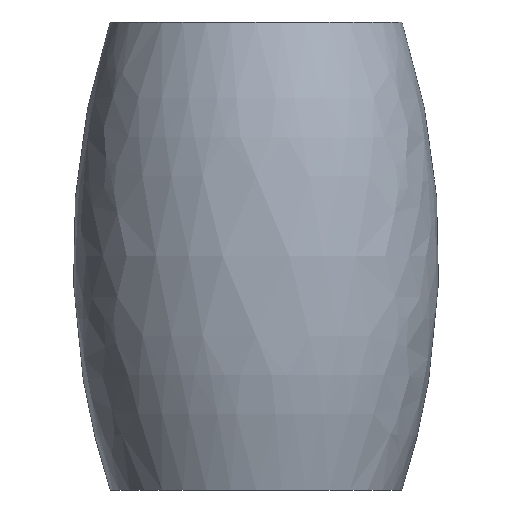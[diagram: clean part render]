
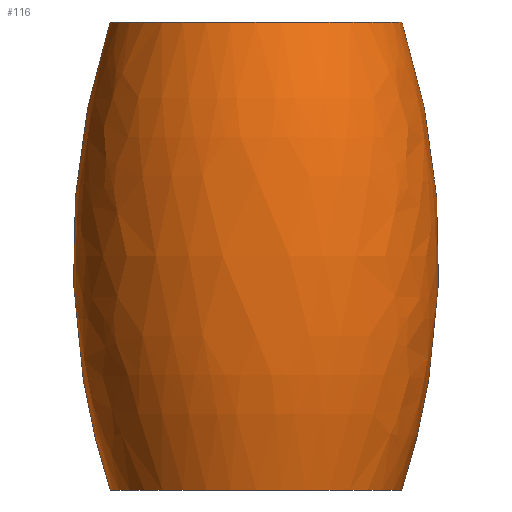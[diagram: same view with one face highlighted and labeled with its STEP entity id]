
A CAD part, front view. The second image highlights one B-rep face of the part: STEP entity #116.
In plain terms, the highlighted free-form (B-spline) face has degree [2, 2] with [3, 9] control points.
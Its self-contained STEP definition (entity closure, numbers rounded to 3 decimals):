
#2 = EDGE_CURVE ( 'NONE', #111, #141, #46, .T. ) ;
#9 = CARTESIAN_POINT ( 'NONE',  ( 8.358, 30.065, 0. ) ) ;
#13 = FACE_OUTER_BOUND ( 'NONE', #57, .T. ) ;
#15 = CARTESIAN_POINT ( 'NONE',  ( 0., 21.707, 8.818 ) ) ;
#17 = ORIENTED_EDGE ( 'NONE', *, *, #2, .F. ) ;
#30 = CARTESIAN_POINT ( 'NONE',  ( 5.5, 21.707, -8.818 ) ) ;
#31 = CARTESIAN_POINT ( 'NONE',  ( -5.5, 21.707, 8.818 ) ) ;
#33 = EDGE_CURVE ( 'NONE', #149, #141, #203, .T. ) ;
#38 =( BOUNDED_SURFACE ( )  B_SPLINE_SURFACE ( 2, 2, ( 
 ( #124, #109, #189, #136, #283, #285, #74, #166, #226 ),
 ( #191, #85, #209, #206, #140, #59, #145, #9, #184 ),
 ( #162, #159, #253, #122, #53, #138, #121, #103, #187 ) ),
 .UNSPECIFIED., .F., .T., .T. ) 
 B_SPLINE_SURFACE_WITH_KNOTS ( ( 3, 3 ),
 ( 3, 2, 2, 2, 3 ),
 ( -0.313, 0.313 ),
 ( -3.142, -1.571, 0., 1.571, 3.142 ),
 .UNSPECIFIED. ) 
 GEOMETRIC_REPRESENTATION_ITEM ( )  RATIONAL_B_SPLINE_SURFACE ( (
 ( 1., 0.707, 1., 0.707, 1., 0.707, 1., 0.707, 1.),
 ( 0.951, 0.673, 0.951, 0.673, 0.951, 0.673, 0.951, 0.673, 0.951),
 ( 1., 0.707, 1., 0.707, 1., 0.707, 1., 0.707, 1.) ) ) 
 REPRESENTATION_ITEM ( '' )  SURFACE ( )  );
#43 = EDGE_CURVE ( 'NONE', #272, #149, #238, .T. ) ;
#46 = CIRCLE ( 'NONE', #276, 5.5 ) ;
#47 = CARTESIAN_POINT ( 'NONE',  ( 0., 21.707, -8.818 ) ) ;
#51 = CARTESIAN_POINT ( 'NONE',  ( 5.5, 21.707, -8.818 ) ) ;
#53 = CARTESIAN_POINT ( 'NONE',  ( -5.5, 21.707, -8.818 ) ) ;
#55 = ORIENTED_EDGE ( 'NONE', *, *, #282, .F. ) ;
#57 = EDGE_LOOP ( 'NONE', ( #110, #84, #17, #55 ) ) ;
#59 = CARTESIAN_POINT ( 'NONE',  ( -8.358, 30.065, 0. ) ) ;
#71 =( BOUNDED_CURVE ( )  B_SPLINE_CURVE ( 2, ( #274, #137, #30 ),
 .UNSPECIFIED., .F., .F. ) 
 B_SPLINE_CURVE_WITH_KNOTS ( ( 3, 3 ),
 ( -0.313, 0.313 ),
 .UNSPECIFIED. ) 
 CURVE ( )  GEOMETRIC_REPRESENTATION_ITEM ( )  RATIONAL_B_SPLINE_CURVE ( ( 1., 0.951, 1. ) ) 
 REPRESENTATION_ITEM ( '' )  );
#74 = CARTESIAN_POINT ( 'NONE',  ( 0., 27.207, 8.818 ) ) ;
#75 = CARTESIAN_POINT ( 'NONE',  ( 5.5, 21.707, 8.818 ) ) ;
#78 = CARTESIAN_POINT ( 'NONE',  ( -5.5, 21.707, 8.818 ) ) ;
#84 = ORIENTED_EDGE ( 'NONE', *, *, #33, .T. ) ;
#85 = CARTESIAN_POINT ( 'NONE',  ( 8.358, 13.349, 0. ) ) ;
#103 = CARTESIAN_POINT ( 'NONE',  ( 5.5, 27.207, -8.818 ) ) ;
#109 = CARTESIAN_POINT ( 'NONE',  ( 5.5, 16.207, 8.818 ) ) ;
#110 = ORIENTED_EDGE ( 'NONE', *, *, #43, .T. ) ;
#111 = VERTEX_POINT ( 'NONE', #51 ) ;
#116 = ADVANCED_FACE ( 'NONE', ( #13 ), #38, .F. ) ;
#121 = CARTESIAN_POINT ( 'NONE',  ( 0., 27.207, -8.818 ) ) ;
#122 = CARTESIAN_POINT ( 'NONE',  ( -5.5, 16.207, -8.818 ) ) ;
#124 = CARTESIAN_POINT ( 'NONE',  ( 5.5, 21.707, 8.818 ) ) ;
#136 = CARTESIAN_POINT ( 'NONE',  ( -5.5, 16.207, 8.818 ) ) ;
#137 = CARTESIAN_POINT ( 'NONE',  ( 8.358, 21.707, 0. ) ) ;
#138 = CARTESIAN_POINT ( 'NONE',  ( -5.5, 27.207, -8.818 ) ) ;
#140 = CARTESIAN_POINT ( 'NONE',  ( -8.358, 21.707, 0. ) ) ;
#141 = VERTEX_POINT ( 'NONE', #279 ) ;
#143 = CARTESIAN_POINT ( 'NONE',  ( -8.358, 21.707, 0. ) ) ;
#145 = CARTESIAN_POINT ( 'NONE',  ( 0., 30.065, 0. ) ) ;
#149 = VERTEX_POINT ( 'NONE', #78 ) ;
#154 = DIRECTION ( 'NONE',  ( 0., 0., -1. ) ) ;
#159 = CARTESIAN_POINT ( 'NONE',  ( 5.5, 16.207, -8.818 ) ) ;
#161 = AXIS2_PLACEMENT_3D ( 'NONE', #15, #231, #168 ) ;
#162 = CARTESIAN_POINT ( 'NONE',  ( 5.5, 21.707, -8.818 ) ) ;
#166 = CARTESIAN_POINT ( 'NONE',  ( 5.5, 27.207, 8.818 ) ) ;
#168 = DIRECTION ( 'NONE',  ( 1., 0., 0. ) ) ;
#184 = CARTESIAN_POINT ( 'NONE',  ( 8.358, 21.707, 0. ) ) ;
#187 = CARTESIAN_POINT ( 'NONE',  ( 5.5, 21.707, -8.818 ) ) ;
#189 = CARTESIAN_POINT ( 'NONE',  ( 0., 16.207, 8.818 ) ) ;
#191 = CARTESIAN_POINT ( 'NONE',  ( 8.358, 21.707, 0. ) ) ;
#199 = DIRECTION ( 'NONE',  ( 1., 0., 0. ) ) ;
#203 =( BOUNDED_CURVE ( )  B_SPLINE_CURVE ( 2, ( #31, #143, #234 ),
 .UNSPECIFIED., .F., .T. ) 
 B_SPLINE_CURVE_WITH_KNOTS ( ( 3, 3 ),
 ( -0.313, 0.313 ),
 .UNSPECIFIED. ) 
 CURVE ( )  GEOMETRIC_REPRESENTATION_ITEM ( )  RATIONAL_B_SPLINE_CURVE ( ( 1., 0.951, 1. ) ) 
 REPRESENTATION_ITEM ( '' )  );
#206 = CARTESIAN_POINT ( 'NONE',  ( -8.358, 13.349, 0. ) ) ;
#209 = CARTESIAN_POINT ( 'NONE',  ( 0., 13.349, 0. ) ) ;
#226 = CARTESIAN_POINT ( 'NONE',  ( 5.5, 21.707, 8.818 ) ) ;
#231 = DIRECTION ( 'NONE',  ( 0., 0., -1. ) ) ;
#234 = CARTESIAN_POINT ( 'NONE',  ( -5.5, 21.707, -8.818 ) ) ;
#238 = CIRCLE ( 'NONE', #161, 5.5 ) ;
#253 = CARTESIAN_POINT ( 'NONE',  ( 0., 16.207, -8.818 ) ) ;
#272 = VERTEX_POINT ( 'NONE', #75 ) ;
#274 = CARTESIAN_POINT ( 'NONE',  ( 5.5, 21.707, 8.818 ) ) ;
#276 = AXIS2_PLACEMENT_3D ( 'NONE', #47, #154, #199 ) ;
#279 = CARTESIAN_POINT ( 'NONE',  ( -5.5, 21.707, -8.818 ) ) ;
#282 = EDGE_CURVE ( 'NONE', #272, #111, #71, .T. ) ;
#283 = CARTESIAN_POINT ( 'NONE',  ( -5.5, 21.707, 8.818 ) ) ;
#285 = CARTESIAN_POINT ( 'NONE',  ( -5.5, 27.207, 8.818 ) ) ;
